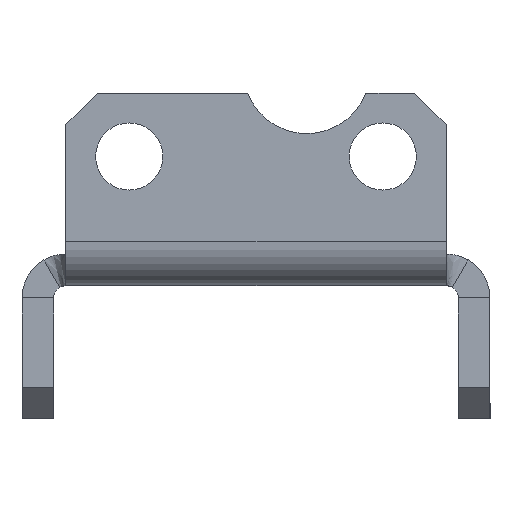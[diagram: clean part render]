
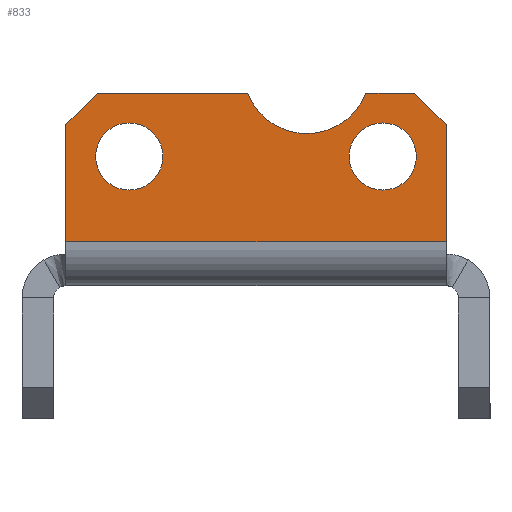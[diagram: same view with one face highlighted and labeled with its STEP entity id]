
A CAD part, left-side view. The second image highlights one B-rep face of the part: STEP entity #833.
In plain terms, the highlighted planar face has unit normal (-1, 0, 0).
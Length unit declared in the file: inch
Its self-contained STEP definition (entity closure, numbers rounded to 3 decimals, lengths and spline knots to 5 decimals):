
#101 = ORIENTED_EDGE ( 'NONE', *, *, #4276, .T. ) ;
#102 = ORIENTED_EDGE ( 'NONE', *, *, #4303, .F. ) ;
#180 = ORIENTED_EDGE ( 'NONE', *, *, #4274, .F. ) ;
#188 = ORIENTED_EDGE ( 'NONE', *, *, #4273, .F. ) ;
#189 = ORIENTED_EDGE ( 'NONE', *, *, #4284, .T. ) ;
#215 = ORIENTED_EDGE ( 'NONE', *, *, #5423, .T. ) ;
#225 = ORIENTED_EDGE ( 'NONE', *, *, #4275, .F. ) ;
#244 = ORIENTED_EDGE ( 'NONE', *, *, #4297, .T. ) ;
#529 = ORIENTED_EDGE ( 'NONE', *, *, #4300, .T. ) ;
#833 = ADVANCED_FACE ( 'NONE', ( #1407, #1400, #1404 ), #2776, .T. ) ;
#987 = CIRCLE ( 'NONE', #4531, 0.1325 ) ;
#1006 = VECTOR ( 'NONE', #4872, 39.37008 ) ;
#1013 = LINE ( 'NONE', #4889, #1006 ) ;
#1018 = VECTOR ( 'NONE', #4961, 39.37008 ) ;
#1020 = VECTOR ( 'NONE', #4966, 39.37008 ) ;
#1022 = VECTOR ( 'NONE', #4973, 39.37008 ) ;
#1023 = LINE ( 'NONE', #4979, #1018 ) ;
#1024 = VECTOR ( 'NONE', #4983, 39.37008 ) ;
#1025 = LINE ( 'NONE', #4989, #1020 ) ;
#1026 = VECTOR ( 'NONE', #4987, 39.37008 ) ;
#1027 = LINE ( 'NONE', #5010, #1022 ) ;
#1029 = LINE ( 'NONE', #4993, #1026 ) ;
#1033 = LINE ( 'NONE', #5007, #1024 ) ;
#1040 = CIRCLE ( 'NONE', #4541, 0.25 ) ;
#1301 = ORIENTED_EDGE ( 'NONE', *, *, #4272, .T. ) ;
#1303 = ORIENTED_EDGE ( 'NONE', *, *, #4270, .F. ) ;
#1307 = ORIENTED_EDGE ( 'NONE', *, *, #4302, .T. ) ;
#1400 = FACE_BOUND ( 'NONE', #1736, .T. ) ;
#1404 = FACE_OUTER_BOUND ( 'NONE', #1739, .T. ) ;
#1407 = FACE_BOUND ( 'NONE', #1680, .T. ) ;
#1504 = VERTEX_POINT ( 'NONE', #2147 ) ;
#1506 = VERTEX_POINT ( 'NONE', #2144 ) ;
#1508 = VERTEX_POINT ( 'NONE', #2141 ) ;
#1509 = VERTEX_POINT ( 'NONE', #2140 ) ;
#1542 = VERTEX_POINT ( 'NONE', #2082 ) ;
#1543 = VERTEX_POINT ( 'NONE', #2081 ) ;
#1546 = VERTEX_POINT ( 'NONE', #2077 ) ;
#1559 = VERTEX_POINT ( 'NONE', #2061 ) ;
#1560 = VERTEX_POINT ( 'NONE', #2060 ) ;
#1568 = VERTEX_POINT ( 'NONE', #2049 ) ;
#1569 = VERTEX_POINT ( 'NONE', #2048 ) ;
#1626 = VERTEX_POINT ( 'NONE', #1974 ) ;
#1680 = EDGE_LOOP ( 'NONE', ( #244, #1307 ) ) ;
#1736 = EDGE_LOOP ( 'NONE', ( #529, #215 ) ) ;
#1739 = EDGE_LOOP ( 'NONE', ( #102, #1303, #225, #1301, #188, #101, #180, #189 ) ) ;
#1974 = CARTESIAN_POINT ( 'NONE',  ( -7.875, -0.43324, 0.76 ) ) ;
#2048 = CARTESIAN_POINT ( 'NONE',  ( -7.875, -0.5, 0.6425 ) ) ;
#2049 = CARTESIAN_POINT ( 'NONE',  ( -7.875, -0.5, 0.3775 ) ) ;
#2060 = CARTESIAN_POINT ( 'NONE',  ( -7.875, 0.5, 0.3775 ) ) ;
#2061 = CARTESIAN_POINT ( 'NONE',  ( -7.875, 0.5, 0.6425 ) ) ;
#2077 = CARTESIAN_POINT ( 'NONE',  ( -7.875, 0.03324, 0.76 ) ) ;
#2081 = CARTESIAN_POINT ( 'NONE',  ( -7.875, -0.625, 0.76 ) ) ;
#2082 = CARTESIAN_POINT ( 'NONE',  ( -7.875, 0.75, 0.173 ) ) ;
#2140 = CARTESIAN_POINT ( 'NONE',  ( -7.875, 0.75, 0.635 ) ) ;
#2141 = CARTESIAN_POINT ( 'NONE',  ( -7.875, -0.75, 0.635 ) ) ;
#2144 = CARTESIAN_POINT ( 'NONE',  ( -7.875, -0.75, 0.173 ) ) ;
#2147 = CARTESIAN_POINT ( 'NONE',  ( -7.875, 0.625, 0.76 ) ) ;
#2773 = DIRECTION ( 'NONE',  ( 0., 0., 1. ) ) ;
#2776 = PLANE ( 'NONE',  #4685 ) ;
#2778 = CARTESIAN_POINT ( 'NONE',  ( -7.875, 0., 0. ) ) ;
#2780 = DIRECTION ( 'NONE',  ( -1., 0., 0. ) ) ;
#2949 = CIRCLE ( 'NONE', #4339, 0.1325 ) ;
#3374 = CIRCLE ( 'NONE', #4529, 0.1325 ) ;
#3376 = CIRCLE ( 'NONE', #4528, 0.1325 ) ;
#3422 = LINE ( 'NONE', #5089, #3423 ) ;
#3423 = VECTOR ( 'NONE', #5090, 39.37008 ) ;
#3630 = DIRECTION ( 'NONE',  ( 0., 0., -1. ) ) ;
#3631 = DIRECTION ( 'NONE',  ( 1., 0., 0. ) ) ;
#3632 = CARTESIAN_POINT ( 'NONE',  ( -7.875, -0.5, 0.51 ) ) ;
#4270 = EDGE_CURVE ( 'NONE', #1546, #1626, #1040, .T. ) ;
#4272 = EDGE_CURVE ( 'NONE', #1504, #1509, #1029, .T. ) ;
#4273 = EDGE_CURVE ( 'NONE', #1542, #1509, #1033, .T. ) ;
#4274 = EDGE_CURVE ( 'NONE', #1508, #1506, #1027, .T. ) ;
#4275 = EDGE_CURVE ( 'NONE', #1504, #1546, #1025, .T. ) ;
#4276 = EDGE_CURVE ( 'NONE', #1542, #1506, #1023, .T. ) ;
#4284 = EDGE_CURVE ( 'NONE', #1508, #1543, #1013, .T. ) ;
#4297 = EDGE_CURVE ( 'NONE', #1560, #1559, #987, .T. ) ;
#4300 = EDGE_CURVE ( 'NONE', #1568, #1569, #3374, .T. ) ;
#4302 = EDGE_CURVE ( 'NONE', #1559, #1560, #3376, .T. ) ;
#4303 = EDGE_CURVE ( 'NONE', #1626, #1543, #3422, .T. ) ;
#4339 = AXIS2_PLACEMENT_3D ( 'NONE', #3632, #3631, #3630 ) ;
#4528 = AXIS2_PLACEMENT_3D ( 'NONE', #5082, #5081, #5080 ) ;
#4529 = AXIS2_PLACEMENT_3D ( 'NONE', #5087, #5086, #5085 ) ;
#4531 = AXIS2_PLACEMENT_3D ( 'NONE', #5097, #5096, #5095 ) ;
#4541 = AXIS2_PLACEMENT_3D ( 'NONE', #5002, #5001, #5000 ) ;
#4685 = AXIS2_PLACEMENT_3D ( 'NONE', #2778, #2780, #2773 ) ;
#4872 = DIRECTION ( 'NONE',  ( 0., 0.707, 0.707 ) ) ;
#4889 = CARTESIAN_POINT ( 'NONE',  ( -7.875, -0.6925, 0.6925 ) ) ;
#4961 = DIRECTION ( 'NONE',  ( 0., -1., 0. ) ) ;
#4966 = DIRECTION ( 'NONE',  ( 0., -1., 0. ) ) ;
#4973 = DIRECTION ( 'NONE',  ( 0., 0., -1. ) ) ;
#4979 = CARTESIAN_POINT ( 'NONE',  ( -7.875, 0., 0.173 ) ) ;
#4983 = DIRECTION ( 'NONE',  ( 0., 0., 1. ) ) ;
#4987 = DIRECTION ( 'NONE',  ( 0., 0.707, -0.707 ) ) ;
#4989 = CARTESIAN_POINT ( 'NONE',  ( -7.875, -0.75, 0.76 ) ) ;
#4993 = CARTESIAN_POINT ( 'NONE',  ( -7.875, 0.6925, 0.6925 ) ) ;
#5000 = DIRECTION ( 'NONE',  ( 0., 0., 1. ) ) ;
#5001 = DIRECTION ( 'NONE',  ( -1., 0., 0. ) ) ;
#5002 = CARTESIAN_POINT ( 'NONE',  ( -7.875, -0.2, 0.85 ) ) ;
#5007 = CARTESIAN_POINT ( 'NONE',  ( -7.875, 0.75, 0.76 ) ) ;
#5010 = CARTESIAN_POINT ( 'NONE',  ( -7.875, -0.75, 0.125 ) ) ;
#5080 = DIRECTION ( 'NONE',  ( 0., 0., -1. ) ) ;
#5081 = DIRECTION ( 'NONE',  ( 1., 0., 0. ) ) ;
#5082 = CARTESIAN_POINT ( 'NONE',  ( -7.875, 0.5, 0.51 ) ) ;
#5085 = DIRECTION ( 'NONE',  ( 0., 0., -1. ) ) ;
#5086 = DIRECTION ( 'NONE',  ( 1., 0., 0. ) ) ;
#5087 = CARTESIAN_POINT ( 'NONE',  ( -7.875, -0.5, 0.51 ) ) ;
#5089 = CARTESIAN_POINT ( 'NONE',  ( -7.875, -0.75, 0.76 ) ) ;
#5090 = DIRECTION ( 'NONE',  ( 0., -1., 0. ) ) ;
#5095 = DIRECTION ( 'NONE',  ( 0., 0., -1. ) ) ;
#5096 = DIRECTION ( 'NONE',  ( 1., 0., 0. ) ) ;
#5097 = CARTESIAN_POINT ( 'NONE',  ( -7.875, 0.5, 0.51 ) ) ;
#5423 = EDGE_CURVE ( 'NONE', #1569, #1568, #2949, .T. ) ;
